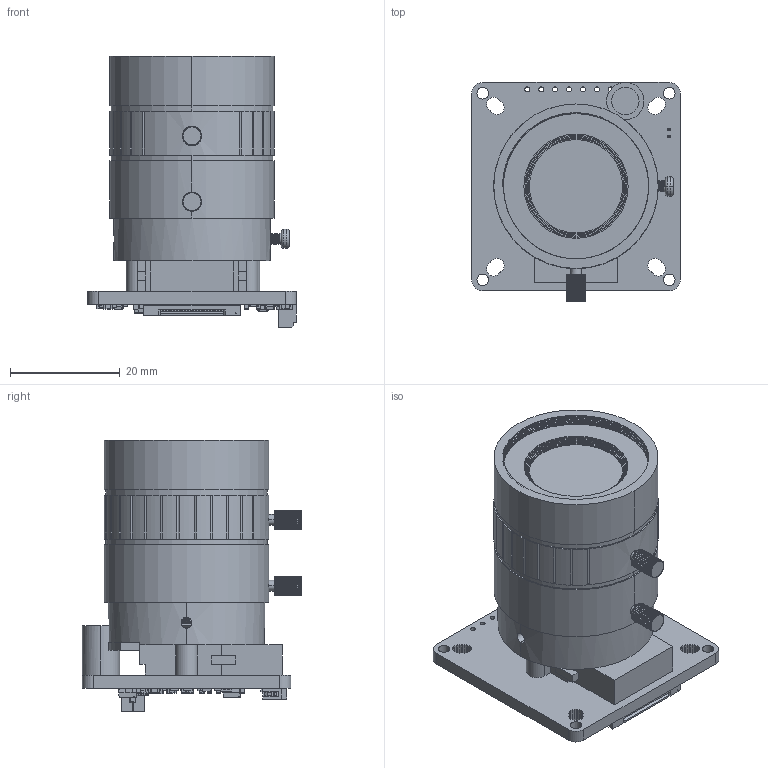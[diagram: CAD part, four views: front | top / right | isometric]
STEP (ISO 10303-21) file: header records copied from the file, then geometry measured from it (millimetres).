
FILE_DESCRIPTION((''),'2;1');
FILE_NAME('B0270NEW_ASM','2021-08-10T17:46:57',('Arducam'),(''),'CREO PARAMETRIC BY PTC INC, 2019080','CREO PARAMETRIC BY PTC INC, 2019080','');
FILE_SCHEMA(('AUTOMOTIVE_DESIGN { 1 0 10303 214 1 1 1 1 }'));
Products named in the file (174): _110001_STP; _100001_STP; _150001_STP; 6MM_CS_00_ASM_STP_ASM; _7_2_0001_STP; _30001_STP; _90001_STP; _8_3_0001_STP; _7_1_0001_STP; _8_2_0001_STP; ICUT_CS000_ASM_STP_ASM; C31_STEP-1_1035611216_ST-1649_1; R6_STEP-1_1048811392_STE-1936_1; C16_STEP-1_1037180576_STEP-1-_1; C14_STEP-1_USER_LIBRARY-C0805_1; G1_STEP-1_USER_LIBRARY-32-709_1; U2_STEP-1_896752432_STEP-1_EX_1; R4_STEP-1_1048811264_STE-1725_1; L3_STEP-1_1035567696_STEP-889_1; C23_STEP-1_1035610832_ST-2487_1; C24_STEP-1_1035610832_STE-962_1; C43_STEP-1_1035610832_STE-149_1; C51_STEP-1_1037180704_STEP-1-_1; C50_STEP-1_1035610832_ST-1907_1; CT1_STEP-1_1035612368_ST-1877_1; C21_STEP-1_1035611344_STE-822_1; L2_STEP-1_1035609552_STEP-868_1; C23_STEP-1_1035610832_STEP-13_1; C22_STEP-1_1035611216_ST-2521_1; G1_STEP-1_USER_LIBRARY-3-1670_1; C33_STEP-1_1035611344_STEP--5_1; C28_STEP-1_1035611344_ST-1819_1; C42_STEP-1_1035611344_STE-910_1; C50_STEP-1_1035610832_ST-1852_1; C46_STEP-1_1035611344_ST-1072_1; P2_STEP-1_524352271_STEP-1_OP_1; CT2_STEP-1_1035612368_ST-1573_1; G1_STEP-1_USER_LIBRARY-3-2491_1; C30_STEP-1_1035611344_ST-1691_1; G1_STEP-1_USER_LIBRARY-32-801_1 ...
Assembly tree (174 placements, depth 6):
  B0270NEW_ASM
    B0270NEW_1_ASM
      B0270_STP_ASM
        B0270_1_ASM_STP_ASM
          6MM_CS_00_ASM_STP_ASM
            _110001_STP
            _100001_STP
            _150001_STP
          ICUT_CS000_ASM_STP_ASM
            _7_2_0001_STP
            _30001_STP
            _90001_STP
            _8_3_0001_STP
            _7_1_0001_STP
            _8_2_0001_STP
          UC-517_ASM_STP_ASM
            C31_STEP-1_1035611216_ST-1649_1
            R6_STEP-1_1048811392_STE-1936_1
            C16_STEP-1_1037180576_STEP-1-_1
            C14_STEP-1_USER_LIBRARY-C0805_1
            G1_STEP-1_USER_LIBRARY-32-709_1
            U2_STEP-1_896752432_STEP-1_EX_1
            R4_STEP-1_1048811264_STE-1725_1
            L3_STEP-1_1035567696_STEP-889_1
            C23_STEP-1_1035610832_ST-2487_1
            C24_STEP-1_1035610832_STE-962_1
            C43_STEP-1_1035610832_STE-149_1
            C51_STEP-1_1037180704_STEP-1-_1
            C50_STEP-1_1035610832_ST-1907_1
            CT1_STEP-1_1035612368_ST-1877_1
            C21_STEP-1_1035611344_STE-822_1
            L2_STEP-1_1035609552_STEP-868_1
            C23_STEP-1_1035610832_STEP-13_1
            C22_STEP-1_1035611216_ST-2521_1
            G1_STEP-1_USER_LIBRARY-3-1670_1
            C33_STEP-1_1035611344_STEP--5_1
            C28_STEP-1_1035611344_ST-1819_1
            C42_STEP-1_1035611344_STE-910_1
            C50_STEP-1_1035610832_ST-1852_1
            C46_STEP-1_1035611344_ST-1072_1
            P2_STEP-1_524352271_STEP-1_OP_1
            CT2_STEP-1_1035612368_ST-1573_1
            G1_STEP-1_USER_LIBRARY-3-2491_1
            C30_STEP-1_1035611344_ST-1691_1
            G1_STEP-1_USER_LIBRARY-32-801_1
            C28_STEP-1_1035611344_STEP-26_1
            U5_STEP-1_1048810624_STEP-1-S_1
            C35_STEP-1_1035611216_ST-1716_1
            C26_STEP-1_1035611344_ST-2508_1
            R3_STEP-1_1048811392_STEP-835_1
            R3_STEP-1_1048811392_STEP-1-9_1
            C33_STEP-1_1035611344_ST-1823_1
            C7_STEP-1_1035610832_STE-1763_1
            C38_STEP-1_1035611344_STE-914_1
            C36_STEP-1_1035611088_ST-1831_1
            C34_STEP-1_1035611344_STE-140_1
            C28_STEP-1_1035611344_STE-216_1
            C43_STEP-1_1035610832_ST-1653_1
            C3_STEP-1_1048810368_STEP-1-S_1
            C22_STEP-1_1035611216_STE-893_1
Bounding box: 38 x 40 x 49.45 mm (x, y, z)
Volume: 7502.4 mm3; surface area: 16257.7 mm2
Topology: 167 solids, 168 shells, 4710 faces, 12006 edges, 7546 vertices
Faces by surface type: plane 2687, cylinder 1027, extrusion 645, sphere 236, cone 62, bspline 27, torus 26
Entity records: 258632 total; most frequent: CARTESIAN_POINT 81750, ORIENTED_EDGE 23184, DIRECTION 21338, PRESENTATION_STYLE_ASSIGNMENT 15190, STYLED_ITEM 12700, CURVE_STYLE 12158, EDGE_CURVE 11594, VECTOR 8624
